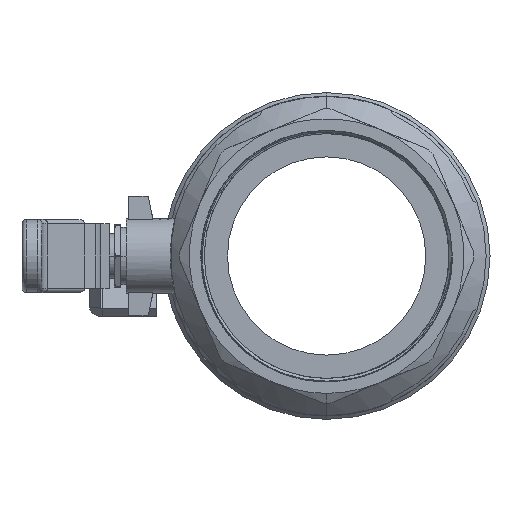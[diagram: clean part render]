
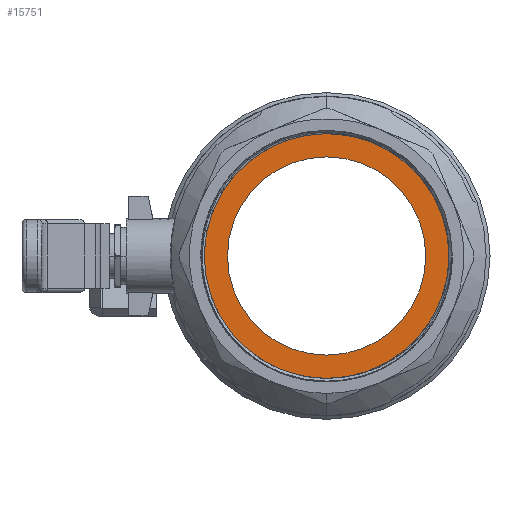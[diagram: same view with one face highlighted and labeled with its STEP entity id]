
A CAD part, left-side view. The second image highlights one B-rep face of the part: STEP entity #15751.
In plain terms, the highlighted planar face has unit normal (-1, 0, 0).
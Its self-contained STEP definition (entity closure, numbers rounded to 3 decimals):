
#1788=CIRCLE('',#16812,44.75);
#1789=CIRCLE('',#16814,55.25);
#1790=CIRCLE('',#16815,55.25);
#1791=CIRCLE('',#16816,44.75);
#2543=ORIENTED_EDGE('',*,*,#7579,.T.);
#2544=ORIENTED_EDGE('',*,*,#7580,.T.);
#2545=ORIENTED_EDGE('',*,*,#7578,.F.);
#2546=ORIENTED_EDGE('',*,*,#7581,.F.);
#7578=EDGE_CURVE('',#10084,#10083,#1788,.T.);
#7579=EDGE_CURVE('',#10085,#10086,#1789,.T.);
#7580=EDGE_CURVE('',#10086,#10085,#1790,.T.);
#7581=EDGE_CURVE('',#10083,#10084,#1791,.T.);
#10083=VERTEX_POINT('',#29141);
#10084=VERTEX_POINT('',#29143);
#10085=VERTEX_POINT('',#29147);
#10086=VERTEX_POINT('',#29148);
#13332=EDGE_LOOP('',(#2543,#2544));
#13333=EDGE_LOOP('',(#2545,#2546));
#14357=FACE_BOUND('',#13332,.T.);
#14358=FACE_BOUND('',#13333,.T.);
#15357=PLANE('',#16813);
#15751=ADVANCED_FACE('',(#14357,#14358),#15357,.F.);
#16812=AXIS2_PLACEMENT_3D('',#29144,#18295,#18296);
#16813=AXIS2_PLACEMENT_3D('',#29145,#18297,#18298);
#16814=AXIS2_PLACEMENT_3D('',#29146,#18299,#18300);
#16815=AXIS2_PLACEMENT_3D('',#29149,#18301,#18302);
#16816=AXIS2_PLACEMENT_3D('',#29150,#18303,#18304);
#18295=DIRECTION('',(-1.,0.,0.));
#18296=DIRECTION('',(0.,0.,1.));
#18297=DIRECTION('',(1.,0.,0.));
#18298=DIRECTION('',(0.,0.,-1.));
#18299=DIRECTION('',(-1.,0.,0.));
#18300=DIRECTION('',(0.,0.,1.));
#18301=DIRECTION('',(-1.,0.,0.));
#18302=DIRECTION('',(0.,0.,1.));
#18303=DIRECTION('',(-1.,0.,0.));
#18304=DIRECTION('',(0.,0.,1.));
#29141=CARTESIAN_POINT('',(-56.5,0.,-44.75));
#29143=CARTESIAN_POINT('',(-56.5,0.,44.75));
#29144=CARTESIAN_POINT('',(-56.5,0.,0.));
#29145=CARTESIAN_POINT('',(-56.5,-44.75,0.));
#29146=CARTESIAN_POINT('',(-56.5,0.,0.));
#29147=CARTESIAN_POINT('',(-56.5,0.,55.25));
#29148=CARTESIAN_POINT('',(-56.5,0.,-55.25));
#29149=CARTESIAN_POINT('',(-56.5,0.,0.));
#29150=CARTESIAN_POINT('',(-56.5,0.,0.));
